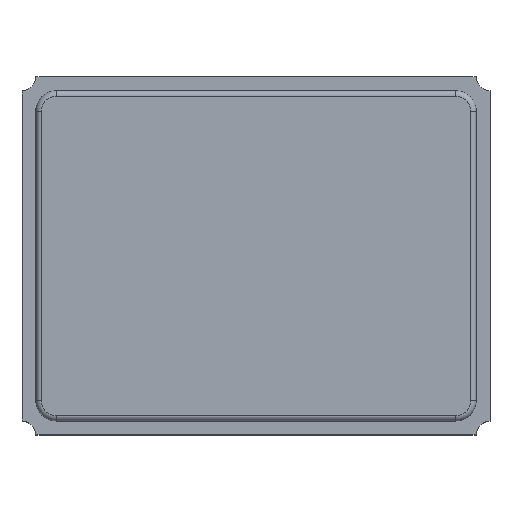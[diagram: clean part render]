
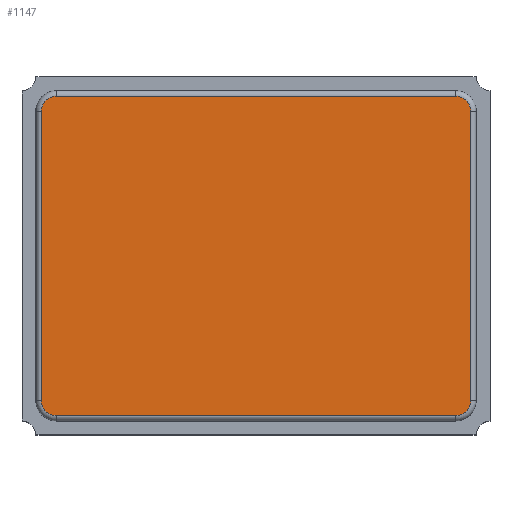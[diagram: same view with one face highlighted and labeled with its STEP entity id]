
A CAD part, top view. The second image highlights one B-rep face of the part: STEP entity #1147.
In plain terms, the highlighted planar face has unit normal (0, 0, 1).
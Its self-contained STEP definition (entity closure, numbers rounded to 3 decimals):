
#17=PLANE('',#1242);
#63=LINE('',#1638,#199);
#65=LINE('',#1650,#201);
#67=LINE('',#1662,#203);
#68=LINE('',#1670,#204);
#199=VECTOR('',#1320,10.);
#201=VECTOR('',#1334,10.);
#203=VECTOR('',#1348,10.);
#204=VECTOR('',#1359,10.);
#358=FACE_OUTER_BOUND('',#421,.T.);
#421=EDGE_LOOP('',(#817,#818,#819,#820,#821,#822,#823,#824));
#474=CIRCLE('',#1214,0.055);
#480=CIRCLE('',#1222,0.055);
#484=CIRCLE('',#1228,0.055);
#488=CIRCLE('',#1234,0.055);
#502=VERTEX_POINT('',#1626);
#503=VERTEX_POINT('',#1628);
#505=VERTEX_POINT('',#1634);
#507=VERTEX_POINT('',#1640);
#509=VERTEX_POINT('',#1646);
#511=VERTEX_POINT('',#1652);
#513=VERTEX_POINT('',#1658);
#515=VERTEX_POINT('',#1664);
#606=EDGE_CURVE('',#502,#503,#474,.T.);
#611=EDGE_CURVE('',#503,#505,#63,.T.);
#614=EDGE_CURVE('',#505,#507,#480,.T.);
#617=EDGE_CURVE('',#507,#509,#65,.T.);
#620=EDGE_CURVE('',#509,#511,#484,.T.);
#623=EDGE_CURVE('',#511,#513,#67,.T.);
#626=EDGE_CURVE('',#513,#515,#488,.T.);
#627=EDGE_CURVE('',#515,#502,#68,.T.);
#817=ORIENTED_EDGE('',*,*,#606,.F.);
#818=ORIENTED_EDGE('',*,*,#627,.F.);
#819=ORIENTED_EDGE('',*,*,#626,.F.);
#820=ORIENTED_EDGE('',*,*,#623,.F.);
#821=ORIENTED_EDGE('',*,*,#620,.F.);
#822=ORIENTED_EDGE('',*,*,#617,.F.);
#823=ORIENTED_EDGE('',*,*,#614,.F.);
#824=ORIENTED_EDGE('',*,*,#611,.F.);
#1147=ADVANCED_FACE('',(#358),#17,.T.);
#1214=AXIS2_PLACEMENT_3D('',#1629,#1309,#1310);
#1222=AXIS2_PLACEMENT_3D('',#1644,#1327,#1328);
#1228=AXIS2_PLACEMENT_3D('',#1656,#1341,#1342);
#1234=AXIS2_PLACEMENT_3D('',#1668,#1355,#1356);
#1242=AXIS2_PLACEMENT_3D('',#1690,#1380,#1381);
#1309=DIRECTION('center_axis',(0.,0.,-1.));
#1310=DIRECTION('ref_axis',(0.707,-0.707,0.));
#1320=DIRECTION('',(-1.,0.,0.));
#1327=DIRECTION('center_axis',(0.,0.,-1.));
#1328=DIRECTION('ref_axis',(-0.707,-0.707,0.));
#1334=DIRECTION('',(0.,1.,0.));
#1341=DIRECTION('center_axis',(0.,0.,-1.));
#1342=DIRECTION('ref_axis',(-0.707,0.707,0.));
#1348=DIRECTION('',(1.,0.,0.));
#1355=DIRECTION('center_axis',(0.,0.,-1.));
#1356=DIRECTION('ref_axis',(0.707,0.707,0.));
#1359=DIRECTION('',(0.,-1.,0.));
#1380=DIRECTION('center_axis',(0.,0.,1.));
#1381=DIRECTION('ref_axis',(1.,0.,0.));
#1626=CARTESIAN_POINT('',(0.78,-0.525,0.35));
#1628=CARTESIAN_POINT('',(0.725,-0.58,0.35));
#1629=CARTESIAN_POINT('Origin',(0.725,-0.525,0.35));
#1634=CARTESIAN_POINT('',(-0.725,-0.58,0.35));
#1638=CARTESIAN_POINT('',(-0.4,-0.58,0.35));
#1640=CARTESIAN_POINT('',(-0.78,-0.525,0.35));
#1644=CARTESIAN_POINT('Origin',(-0.725,-0.525,0.35));
#1646=CARTESIAN_POINT('',(-0.78,0.525,0.35));
#1650=CARTESIAN_POINT('',(-0.78,0.3,0.35));
#1652=CARTESIAN_POINT('',(-0.725,0.58,0.35));
#1656=CARTESIAN_POINT('Origin',(-0.725,0.525,0.35));
#1658=CARTESIAN_POINT('',(0.725,0.58,0.35));
#1662=CARTESIAN_POINT('',(0.4,0.58,0.35));
#1664=CARTESIAN_POINT('',(0.78,0.525,0.35));
#1668=CARTESIAN_POINT('Origin',(0.725,0.525,0.35));
#1670=CARTESIAN_POINT('',(0.78,-0.3,0.35));
#1690=CARTESIAN_POINT('Origin',(0.,0.,
0.35));
